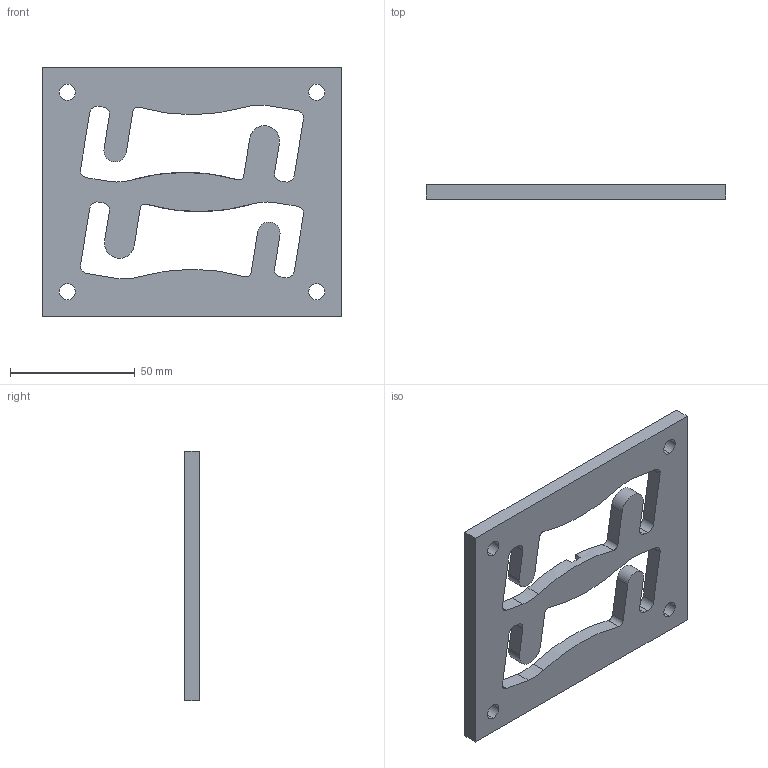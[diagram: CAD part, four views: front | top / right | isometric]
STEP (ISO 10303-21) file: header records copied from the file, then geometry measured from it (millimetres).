
FILE_DESCRIPTION (( 'STEP AP214' ), '1' );
FILE_NAME ('ARL-ST04-2-02-empreinte.STEP', '2020-12-14T10:56:51', ( 'T' ), ( 'F' ), 'SwSTEP 2.0', 'SolidWorks 2001340', '' );
FILE_SCHEMA (( 'AUTOMOTIVE_DESIGN' ));
Length unit declared in the file: millimetre
Products named in the file (1): ARL-ST04-2-02-empreinte
Bounding box: 120 x 6 x 100 mm (x, y, z)
Volume: 48209.1 mm3; surface area: 22977.5 mm2
Topology: 1 solids, 1 shells, 69 faces, 204 edges, 136 vertices
Faces by surface type: cylinder 38, plane 31
Entity records: 2451 total; most frequent: DIRECTION 424, CARTESIAN_POINT 410, ORIENTED_EDGE 408, EDGE_CURVE 204, AXIS2_PLACEMENT_3D 150, VERTEX_POINT 136, LINE 124, VECTOR 124
